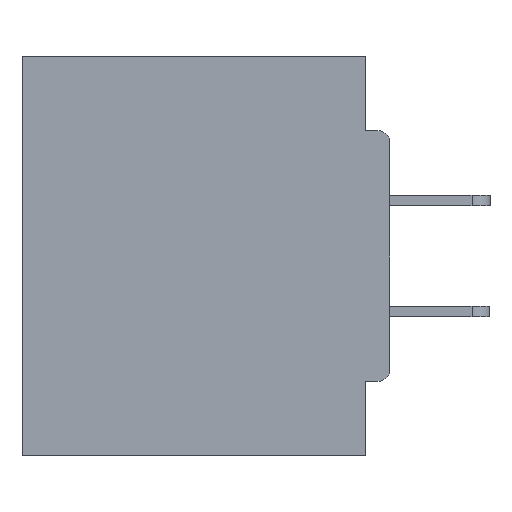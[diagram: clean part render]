
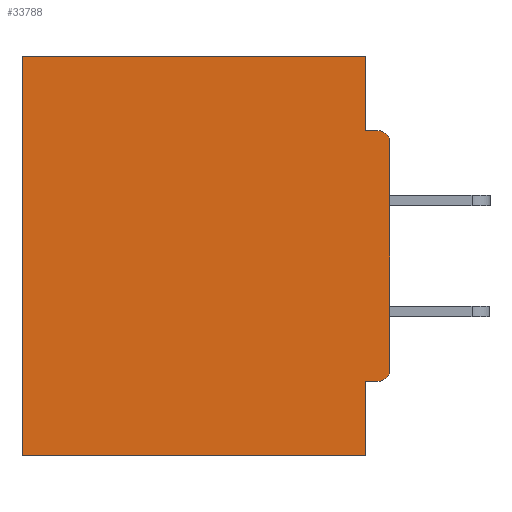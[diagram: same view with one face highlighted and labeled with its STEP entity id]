
A CAD part, left-side view. The second image highlights one B-rep face of the part: STEP entity #33788.
In plain terms, the highlighted planar face has unit normal (-1, 0, 0).
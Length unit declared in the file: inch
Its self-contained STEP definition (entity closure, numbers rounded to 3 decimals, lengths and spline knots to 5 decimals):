
#671 = DIRECTION ( 'NONE',  ( 0., 0., -1. ) ) ;
#1446 = DIRECTION ( 'NONE',  ( 0., 0., -1. ) ) ;
#1464 = AXIS2_PLACEMENT_3D ( 'NONE', #28923, #4069, #9529 ) ;
#1949 = LINE ( 'NONE', #34905, #21368 ) ;
#3292 = DIRECTION ( 'NONE',  ( 0., 1., 0. ) ) ;
#3850 = ORIENTED_EDGE ( 'NONE', *, *, #19735, .F. ) ;
#4069 = DIRECTION ( 'NONE',  ( -1., 0., 0. ) ) ;
#4699 = LINE ( 'NONE', #8047, #13120 ) ;
#5355 = ORIENTED_EDGE ( 'NONE', *, *, #18230, .F. ) ;
#5443 = CARTESIAN_POINT ( 'NONE',  ( 0.298, 0.031, -0.5 ) ) ;
#5806 = CIRCLE ( 'NONE', #8522, 0.015 ) ;
#6071 = VERTEX_POINT ( 'NONE', #5443 ) ;
#6224 = CARTESIAN_POINT ( 'NONE',  ( 0.298, 0.46, 0. ) ) ;
#6504 = EDGE_CURVE ( 'NONE', #31060, #17583, #28438, .T. ) ;
#6702 = ORIENTED_EDGE ( 'NONE', *, *, #15111, .F. ) ;
#6737 = EDGE_CURVE ( 'NONE', #11815, #31741, #23653, .T. ) ;
#6782 = DIRECTION ( 'NONE',  ( 0., 0., -1. ) ) ;
#6898 = DIRECTION ( 'NONE',  ( -1., 0., 0. ) ) ;
#7453 = ORIENTED_EDGE ( 'NONE', *, *, #6737, .F. ) ;
#7551 = ORIENTED_EDGE ( 'NONE', *, *, #18092, .T. ) ;
#8047 = CARTESIAN_POINT ( 'NONE',  ( 0.298, 0.031, -0.5 ) ) ;
#8264 = VERTEX_POINT ( 'NONE', #26824 ) ;
#8356 = LINE ( 'NONE', #10013, #26854 ) ;
#8522 = AXIS2_PLACEMENT_3D ( 'NONE', #12499, #6898, #6782 ) ;
#8758 = VERTEX_POINT ( 'NONE', #30691 ) ;
#8855 = DIRECTION ( 'NONE',  ( 0., 0., -1. ) ) ;
#9529 = DIRECTION ( 'NONE',  ( 0., 0., -1. ) ) ;
#10013 = CARTESIAN_POINT ( 'NONE',  ( 0.298, 0., -0.4065 ) ) ;
#10475 = ORIENTED_EDGE ( 'NONE', *, *, #6504, .F. ) ;
#11815 = VERTEX_POINT ( 'NONE', #30871 ) ;
#12173 = CARTESIAN_POINT ( 'NONE',  ( 0.298, 0.031, -0.4065 ) ) ;
#12499 = CARTESIAN_POINT ( 'NONE',  ( 0.298, 0.015, -0.3915 ) ) ;
#13120 = VECTOR ( 'NONE', #21973, 39.37008 ) ;
#13561 = LINE ( 'NONE', #31640, #24561 ) ;
#14462 = ORIENTED_EDGE ( 'NONE', *, *, #22042, .T. ) ;
#15111 = EDGE_CURVE ( 'NONE', #31741, #8758, #1949, .T. ) ;
#15152 = DIRECTION ( 'NONE',  ( 0., -1., 0. ) ) ;
#16598 = VECTOR ( 'NONE', #8855, 39.37008 ) ;
#17109 = EDGE_CURVE ( 'NONE', #32436, #17583, #5806, .T. ) ;
#17417 = DIRECTION ( 'NONE',  ( 1., 0., 0. ) ) ;
#17583 = VERTEX_POINT ( 'NONE', #28894 ) ;
#17746 = CARTESIAN_POINT ( 'NONE',  ( 0.298, 0., -0.1085 ) ) ;
#17823 = DIRECTION ( 'NONE',  ( 0., 1., 0. ) ) ;
#18092 = EDGE_CURVE ( 'NONE', #31060, #8758, #28613, .T. ) ;
#18230 = EDGE_CURVE ( 'NONE', #32436, #19973, #8356, .T. ) ;
#18619 = ORIENTED_EDGE ( 'NONE', *, *, #20042, .T. ) ;
#19369 = EDGE_LOOP ( 'NONE', ( #7551, #6702, #7453, #18619, #14462, #30880, #3850, #5355, #32247, #10475 ) ) ;
#19735 = EDGE_CURVE ( 'NONE', #19973, #6071, #4699, .T. ) ;
#19973 = VERTEX_POINT ( 'NONE', #12173 ) ;
#20042 = EDGE_CURVE ( 'NONE', #11815, #29160, #30193, .T. ) ;
#20476 = PLANE ( 'NONE',  #21253 ) ;
#21253 = AXIS2_PLACEMENT_3D ( 'NONE', #26111, #17417, #23528 ) ;
#21368 = VECTOR ( 'NONE', #15152, 39.37008 ) ;
#21973 = DIRECTION ( 'NONE',  ( 0., 0., -1. ) ) ;
#22042 = EDGE_CURVE ( 'NONE', #29160, #8264, #13561, .T. ) ;
#22175 = VECTOR ( 'NONE', #3292, 39.37008 ) ;
#23134 = CARTESIAN_POINT ( 'NONE',  ( 0.298, 0., 0. ) ) ;
#23528 = DIRECTION ( 'NONE',  ( 0., 0., -1. ) ) ;
#23653 = LINE ( 'NONE', #29217, #35448 ) ;
#23953 = LINE ( 'NONE', #28495, #22175 ) ;
#24561 = VECTOR ( 'NONE', #671, 39.37008 ) ;
#24582 = EDGE_CURVE ( 'NONE', #6071, #8264, #23953, .T. ) ;
#26111 = CARTESIAN_POINT ( 'NONE',  ( 0.298, 0., 0. ) ) ;
#26298 = VECTOR ( 'NONE', #17823, 39.37008 ) ;
#26718 = DIRECTION ( 'NONE',  ( 0., 1., 0. ) ) ;
#26824 = CARTESIAN_POINT ( 'NONE',  ( 0.298, 0.46, -0.5 ) ) ;
#26854 = VECTOR ( 'NONE', #26718, 39.37008 ) ;
#28438 = LINE ( 'NONE', #23134, #16598 ) ;
#28495 = CARTESIAN_POINT ( 'NONE',  ( 0.298, 0., -0.5 ) ) ;
#28613 = CIRCLE ( 'NONE', #1464, 0.015 ) ;
#28807 = FACE_OUTER_BOUND ( 'NONE', #19369, .T. ) ;
#28894 = CARTESIAN_POINT ( 'NONE',  ( 0.298, 0., -0.3915 ) ) ;
#28923 = CARTESIAN_POINT ( 'NONE',  ( 0.298, 0.015, -0.1085 ) ) ;
#28948 = CARTESIAN_POINT ( 'NONE',  ( 0.298, 0., 0. ) ) ;
#29138 = CARTESIAN_POINT ( 'NONE',  ( 0.298, 0.031, -0.0935 ) ) ;
#29160 = VERTEX_POINT ( 'NONE', #6224 ) ;
#29217 = CARTESIAN_POINT ( 'NONE',  ( 0.298, 0.031, -0.5 ) ) ;
#30193 = LINE ( 'NONE', #28948, #26298 ) ;
#30691 = CARTESIAN_POINT ( 'NONE',  ( 0.298, 0.015, -0.0935 ) ) ;
#30871 = CARTESIAN_POINT ( 'NONE',  ( 0.298, 0.031, 0. ) ) ;
#30880 = ORIENTED_EDGE ( 'NONE', *, *, #24582, .F. ) ;
#31060 = VERTEX_POINT ( 'NONE', #17746 ) ;
#31640 = CARTESIAN_POINT ( 'NONE',  ( 0.298, 0.46, 0. ) ) ;
#31741 = VERTEX_POINT ( 'NONE', #29138 ) ;
#32247 = ORIENTED_EDGE ( 'NONE', *, *, #17109, .T. ) ;
#32436 = VERTEX_POINT ( 'NONE', #35464 ) ;
#33788 = ADVANCED_FACE ( 'NONE', ( #28807 ), #20476, .F. ) ;
#34905 = CARTESIAN_POINT ( 'NONE',  ( 0.298, 0., -0.0935 ) ) ;
#35448 = VECTOR ( 'NONE', #1446, 39.37008 ) ;
#35464 = CARTESIAN_POINT ( 'NONE',  ( 0.298, 0.015, -0.4065 ) ) ;
